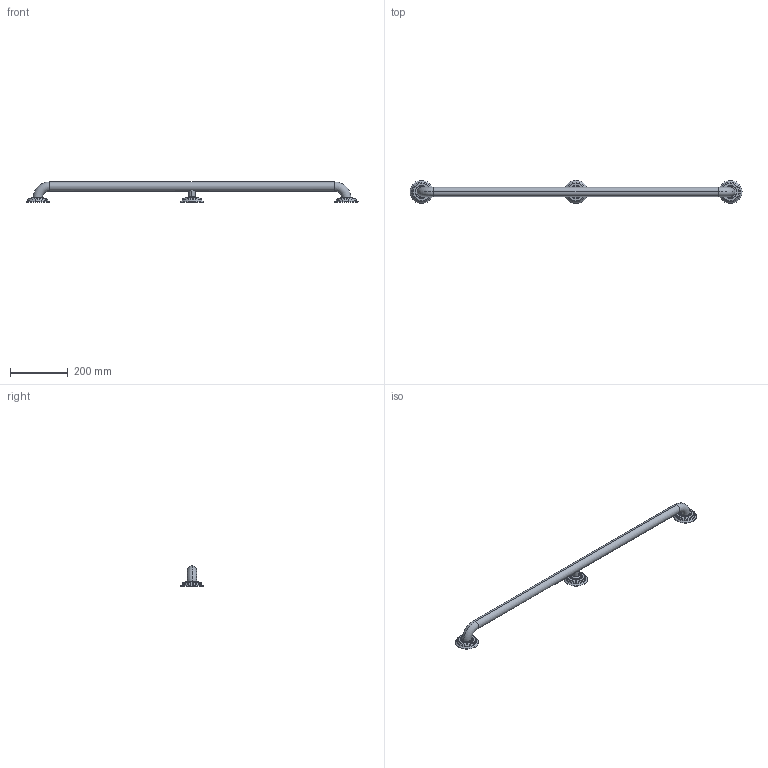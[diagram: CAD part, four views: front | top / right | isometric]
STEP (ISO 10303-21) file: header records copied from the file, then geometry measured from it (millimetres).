
FILE_DESCRIPTION((''),'2;1');
FILE_NAME('2400-3942','2021-07-12T11:47:14',('jinson.thomas'),(''),'CREO PARAMETRIC BY PTC INC, 2018400','CREO PARAMETRIC BY PTC INC, 2018400','');
FILE_SCHEMA(('CONFIG_CONTROL_DESIGN'));
Length unit declared in the file: inch
Products named in the file (1): 2400-3942
Bounding box: 1146.86 x 80.06 x 69.86 mm (x, y, z)
Volume: 1052901.7 mm3; surface area: 145368.1 mm2
Topology: 1 solids, 1 shells, 72 faces, 151 edges, 88 vertices
Faces by surface type: torus 34, cone 14, cylinder 11, plane 10, bspline 3
Entity records: 2443 total; most frequent: CARTESIAN_POINT 820, DIRECTION 379, ORIENTED_EDGE 302, AXIS2_PLACEMENT_3D 177, EDGE_CURVE 151, CIRCLE 108, VERTEX_POINT 88, EDGE_LOOP 79
